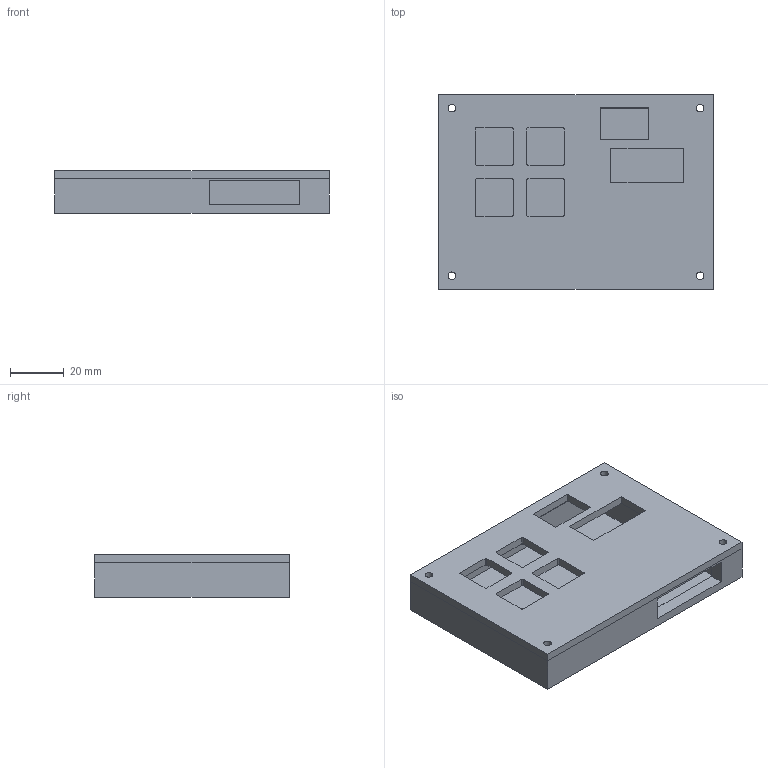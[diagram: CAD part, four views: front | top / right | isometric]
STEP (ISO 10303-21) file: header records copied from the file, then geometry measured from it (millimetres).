
FILE_DESCRIPTION(/* description */ (''),/* implementation_level */ '2;1');
FILE_NAME(/* name */ 'bbafb3e0-b9ad-4aae-8ffa-e87f43430c5a.stp',/* time_stamp */ '2026-02-10T21:17:34Z',/* author */ (''),/* organization */ (''),/* preprocessor_version */ 'ST-DEVELOPER v20.1',/* originating_system */ 'Autodesk Translation Framework v14.24.0.0',/* authorisation */ '');
FILE_SCHEMA (('AUTOMOTIVE_DESIGN { 1 0 10303 214 3 1 1 }'));
Length unit declared in the file: millimetre
Products named in the file (1): 2026-02-10-20-02-47-327
Bounding box: 102.4 x 72.5 x 16 mm (x, y, z)
Volume: 61314.3 mm3; surface area: 36881.5 mm2
Topology: 2 solids, 2 shells, 69 faces, 192 edges, 128 vertices
Faces by surface type: plane 45, cylinder 24
Full cylindrical faces by diameter (mm): 2.9 x8
Entity records: 2306 total; most frequent: CARTESIAN_POINT 390, ORIENTED_EDGE 384, DIRECTION 380, EDGE_CURVE 192, LINE 144, VECTOR 144, VERTEX_POINT 128, AXIS2_PLACEMENT_3D 118
